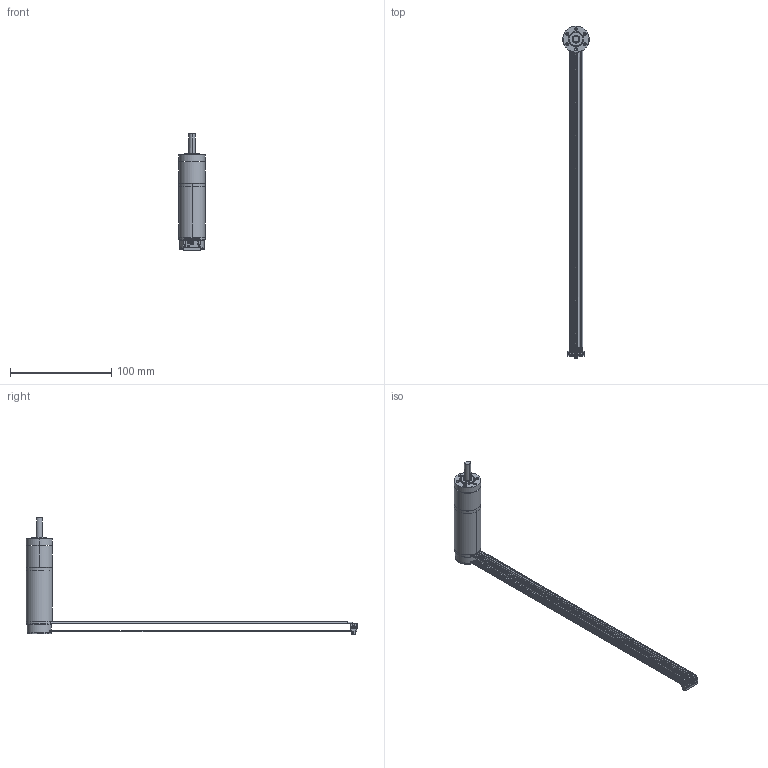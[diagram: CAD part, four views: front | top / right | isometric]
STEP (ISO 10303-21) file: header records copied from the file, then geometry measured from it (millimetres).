
FILE_DESCRIPTION((''),'2;1');
FILE_NAME('4611180000900_SW0001','2023-05-31T11:12:56',('ms27248'),(''),'CREO PARAMETRIC BY PTC INC, 2018100','CREO PARAMETRIC BY PTC INC, 2018100','');
FILE_SCHEMA(('CONFIG_CONTROL_DESIGN'));
Length unit declared in the file: millimetre
Products named in the file (1): 4611180000900_SW0001
Bounding box: 26 x 327.98 x 115.45 mm (x, y, z)
Surface area: 29006.1 mm2 (no closed solid volume)
Topology: 0 solids, 59 shells, 285 faces, 1520 edges, 1256 vertices
Faces by surface type: plane 140, cylinder 56, cone 34, bspline 32, extrusion 13, torus 10
Entity records: 15912 total; most frequent: CARTESIAN_POINT 4459, DIRECTION 2155, ORIENTED_EDGE 1995, EDGE_CURVE 1508, VERTEX_POINT 1256, VECTOR 1201, LINE 1188, AXIS2_PLACEMENT_3D 477
